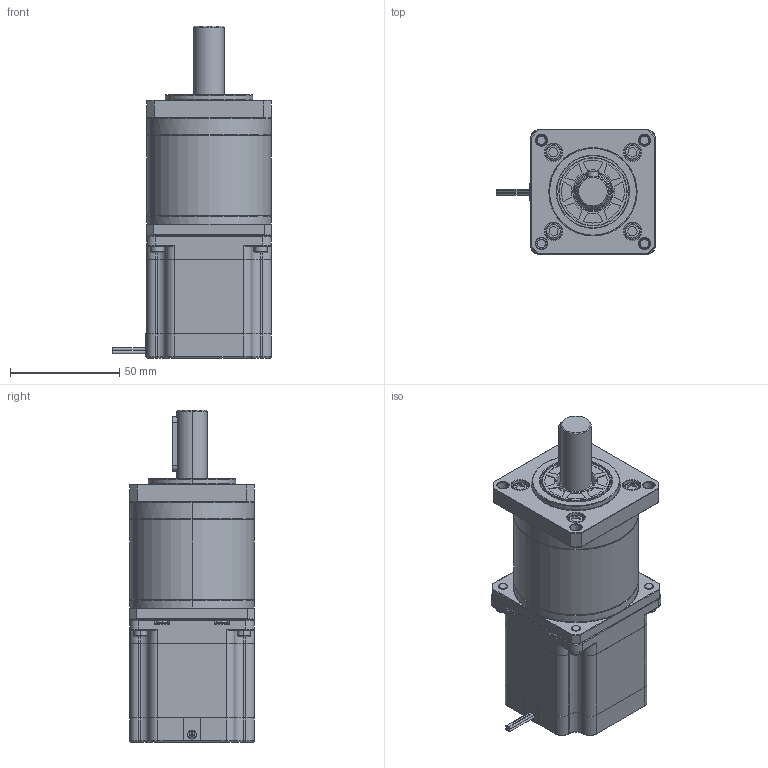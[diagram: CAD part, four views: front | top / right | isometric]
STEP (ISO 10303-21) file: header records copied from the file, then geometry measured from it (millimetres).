
FILE_DESCRIPTION (( 'STEP AP214' ), '1' );
FILE_NAME ('23HS22-2804S-HG100.STEP', '2018-03-08T08:09:36', ( '' ), ( '' ), 'SwSTEP 2.0', 'SolidWorks 2014', '' );
FILE_SCHEMA (( 'AUTOMOTIVE_DESIGN' ));
Length unit declared in the file: millimetre
Products named in the file (1): 23HS22-2804S-HG100
Bounding box: 72.5 x 57 x 151.65 mm (x, y, z)
Volume: 337389.5 mm3; surface area: 36823.1 mm2
Topology: 1 solids, 5 shells, 899 faces, 2162 edges, 1298 vertices
Faces by surface type: cylinder 335, plane 304, torus 118, bspline 84, sphere 40, cone 18
Entity records: 41198 total; most frequent: CARTESIAN_POINT 10605, DIRECTION 4450, ORIENTED_EDGE 4236, EDGE_CURVE 2118, AXIS2_PLACEMENT_3D 1706, VERTEX_POINT 1294, VECTOR 1038, LINE 1038
